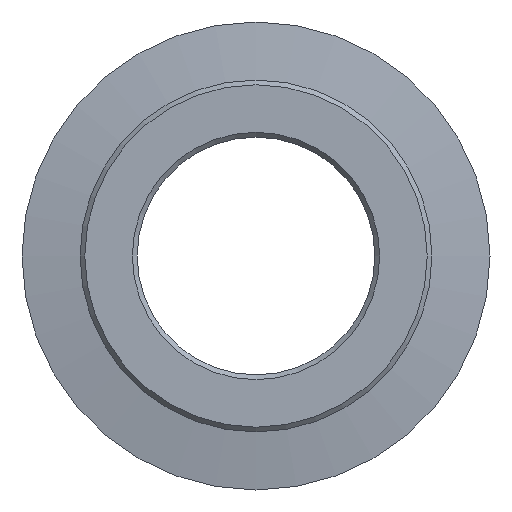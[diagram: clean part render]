
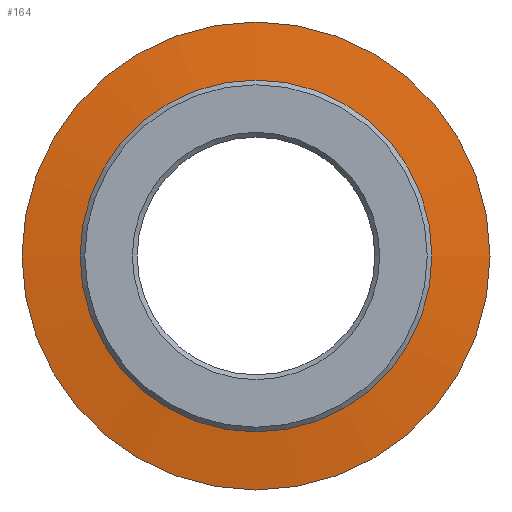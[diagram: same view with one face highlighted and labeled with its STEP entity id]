
A CAD part, left-side view. The second image highlights one B-rep face of the part: STEP entity #164.
In plain terms, the highlighted conical face has half-angle 82.093 degrees and reference radius 18.5 mm.
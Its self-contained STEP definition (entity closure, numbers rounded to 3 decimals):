
#20=CONICAL_SURFACE('',#199,18.5,1.433);
#39=ORIENTED_EDGE('',*,*,#67,.T.);
#40=ORIENTED_EDGE('',*,*,#66,.F.);
#66=EDGE_CURVE('',#80,#80,#94,.T.);
#67=EDGE_CURVE('',#81,#81,#95,.T.);
#80=VERTEX_POINT('',#293);
#81=VERTEX_POINT('',#296);
#94=CIRCLE('',#198,18.5);
#95=CIRCLE('',#200,24.6);
#109=EDGE_LOOP('',(#39));
#110=EDGE_LOOP('',(#40));
#137=FACE_BOUND('',#109,.T.);
#138=FACE_BOUND('',#110,.T.);
#164=ADVANCED_FACE('',(#137,#138),#20,.T.);
#198=AXIS2_PLACEMENT_3D('',#292,#239,#240);
#199=AXIS2_PLACEMENT_3D('',#294,#241,#242);
#200=AXIS2_PLACEMENT_3D('',#295,#243,#244);
#239=DIRECTION('',(-1.,0.,0.));
#240=DIRECTION('',(0.,0.,1.));
#241=DIRECTION('',(1.,0.,0.));
#242=DIRECTION('',(0.,0.,-1.));
#243=DIRECTION('',(-1.,0.,0.));
#244=DIRECTION('',(0.,0.,1.));
#292=CARTESIAN_POINT('',(-8.097,0.,0.));
#293=CARTESIAN_POINT('',(-8.097,0.,18.5));
#294=CARTESIAN_POINT('',(-8.097,0.,0.));
#295=CARTESIAN_POINT('',(-7.25,0.,0.));
#296=CARTESIAN_POINT('',(-7.25,0.,24.6));
